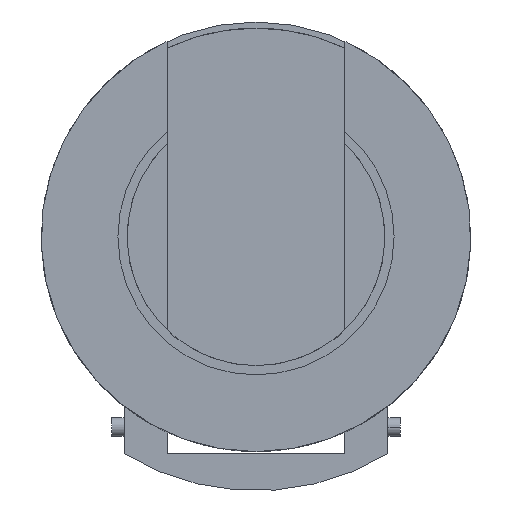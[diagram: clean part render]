
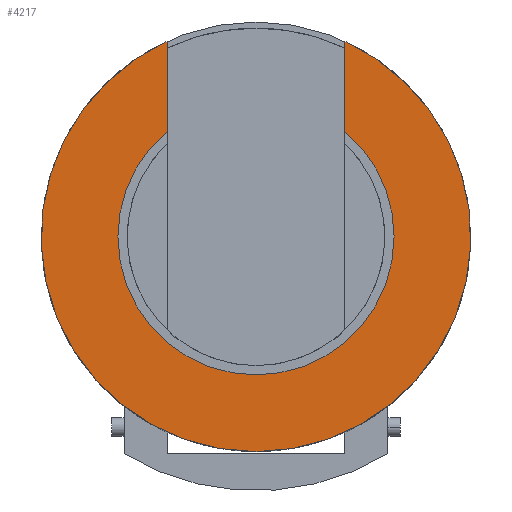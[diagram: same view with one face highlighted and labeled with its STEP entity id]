
A CAD part, front view. The second image highlights one B-rep face of the part: STEP entity #4217.
In plain terms, the highlighted planar face has unit normal (0, -1, 0).
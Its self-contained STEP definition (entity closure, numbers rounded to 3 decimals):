
#545=CARTESIAN_POINT('',(0.,-47.,0.));
#546=DIRECTION('',(0.,-1.,0.));
#547=DIRECTION('',(-0.414,0.,0.91));
#548=AXIS2_PLACEMENT_3D('',#545,#546,#547);
#1398=CARTESIAN_POINT('',(0.,-47.,0.));
#1399=DIRECTION('',(0.,1.,0.));
#1400=DIRECTION('',(0.644,0.,0.765));
#1401=AXIS2_PLACEMENT_3D('',#1398,#1399,#1400);
#1407=DIRECTION('',(0.,0.,-1.));
#1408=VECTOR('',#1407,14.65);
#1409=CARTESIAN_POINT('',(-14.5,-47.,31.855));
#1410=LINE('',#1409,#1408);
#1411=DIRECTION('',(0.,0.,-1.));
#1412=VECTOR('',#1411,14.65);
#1413=CARTESIAN_POINT('',(14.5,-47.,31.855));
#1414=LINE('',#1413,#1412);
#1977=CARTESIAN_POINT('',(-14.5,-47.,31.855));
#1978=CARTESIAN_POINT('',(-14.5,-47.,17.205));
#1979=VERTEX_POINT('',#1977);
#1980=VERTEX_POINT('',#1978);
#1981=CARTESIAN_POINT('',(14.5,-47.,31.855));
#1982=CARTESIAN_POINT('',(14.5,-47.,17.205));
#1983=VERTEX_POINT('',#1981);
#1984=VERTEX_POINT('',#1982);
#4206=CARTESIAN_POINT('',(0.,-47.,0.));
#4207=DIRECTION('',(0.,-1.,0.));
#4208=DIRECTION('',(-1.,0.,0.));
#4209=AXIS2_PLACEMENT_3D('',#4206,#4207,#4208);
#4210=PLANE('',#4209);
#4211=ORIENTED_EDGE('',*,*,#3629,.T.);
#4212=ORIENTED_EDGE('',*,*,#4200,.F.);
#4213=ORIENTED_EDGE('',*,*,#3487,.F.);
#4214=ORIENTED_EDGE('',*,*,#3172,.F.);
#4215=EDGE_LOOP('',(#4211,#4212,#4213,#4214));
#4216=FACE_OUTER_BOUND('',#4215,.F.);
#4217=ADVANCED_FACE('',(#4216),#4210,.T.);
#549=CIRCLE('',#548,35.);
#1402=CIRCLE('',#1401,22.5);
#3172=EDGE_CURVE('',#1979,#1983,#549,.T.);
#3487=EDGE_CURVE('',#1983,#1984,#1414,.T.);
#3629=EDGE_CURVE('',#1979,#1980,#1410,.T.);
#4200=EDGE_CURVE('',#1984,#1980,#1402,.T.);
